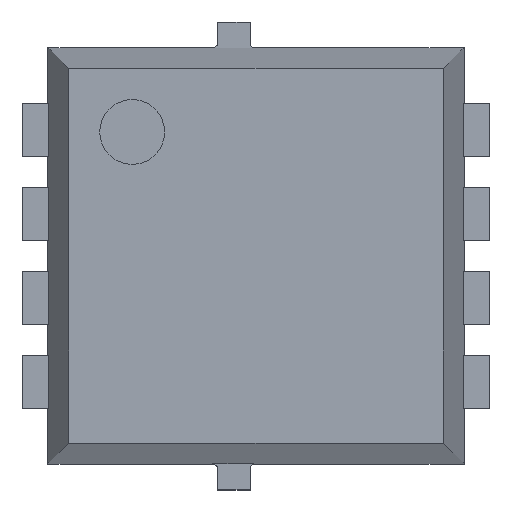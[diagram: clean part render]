
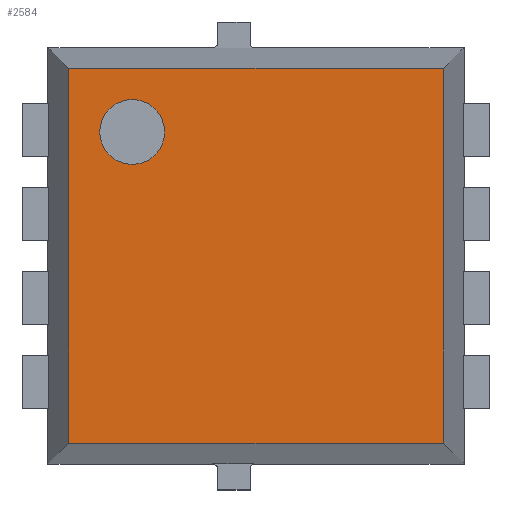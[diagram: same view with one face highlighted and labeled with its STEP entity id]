
A CAD part, top view. The second image highlights one B-rep face of the part: STEP entity #2584.
In plain terms, the highlighted planar face has unit normal (0, 0, 1).
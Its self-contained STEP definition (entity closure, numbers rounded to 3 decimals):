
#27=FACE_BOUND($,#242,.T.);
#30=CIRCLE($,#2747,0.25);
#99=FACE_OUTER_BOUND($,#241,.T.);
#241=EDGE_LOOP($,(#2032,#2033,#2034,#2035));
#242=EDGE_LOOP($,(#2036));
#486=LINE($,#3818,#848);
#506=LINE($,#3858,#868);
#508=LINE($,#3862,#870);
#510=LINE($,#3865,#872);
#848=VECTOR($,#3090,2.892);
#868=VECTOR($,#3146,2.892);
#870=VECTOR($,#3150,2.892);
#872=VECTOR($,#3154,2.892);
#1165=VERTEX_POINT($,#3815);
#1166=VERTEX_POINT($,#3817);
#1168=VERTEX_POINT($,#3857);
#1169=VERTEX_POINT($,#3861);
#1170=VERTEX_POINT($,#3867);
#1452=EDGE_CURVE($,#1165,#1166,#486,.F.);
#1473=EDGE_CURVE($,#1166,#1168,#506,.F.);
#1475=EDGE_CURVE($,#1168,#1169,#508,.F.);
#1477=EDGE_CURVE($,#1169,#1165,#510,.F.);
#1478=EDGE_CURVE($,#1170,#1170,#30,.T.);
#2032=ORIENTED_EDGE($,*,*,#1452,.F.);
#2033=ORIENTED_EDGE($,*,*,#1477,.F.);
#2034=ORIENTED_EDGE($,*,*,#1475,.F.);
#2035=ORIENTED_EDGE($,*,*,#1473,.F.);
#2036=ORIENTED_EDGE($,*,*,#1478,.T.);
#2443=PLANE($,#2746);
#2584=ADVANCED_FACE($,(#99,#27),#2443,.T.);
#2746=AXIS2_PLACEMENT_3D($,#3866,#3155,#3156);
#2747=AXIS2_PLACEMENT_3D($,#3868,#3157,#3158);
#3090=DIRECTION($,(0.,1.,0.));
#3146=DIRECTION($,(1.,0.,0.));
#3150=DIRECTION($,(0.,-1.,0.));
#3154=DIRECTION($,(-1.,0.,0.));
#3155=DIRECTION('center_axis',(0.,0.,1.));
#3156=DIRECTION('ref_axis',(-1.,0.,0.));
#3157=DIRECTION('center_axis',(0.,0.,-1.));
#3158=DIRECTION('ref_axis',(1.,0.,0.));
#3815=CARTESIAN_POINT('',(1.446,1.446,1.12));
#3817=CARTESIAN_POINT('',(1.446,-1.446,1.12));
#3818=CARTESIAN_POINT($,(1.446,-0.233,1.12));
#3857=CARTESIAN_POINT('',(-1.446,-1.446,1.12));
#3858=CARTESIAN_POINT($,(2.076,-1.446,1.12));
#3861=CARTESIAN_POINT('',(-1.446,1.446,1.12));
#3862=CARTESIAN_POINT($,(-1.446,-1.458,1.12));
#3865=CARTESIAN_POINT($,(0.604,1.446,1.12));
#3866=CARTESIAN_POINT('Origin',(1.34,-0.845,1.12));
#3867=CARTESIAN_POINT('',(-0.705,0.955,1.12));
#3868=CARTESIAN_POINT('Origin',(-0.955,0.955,1.12));
